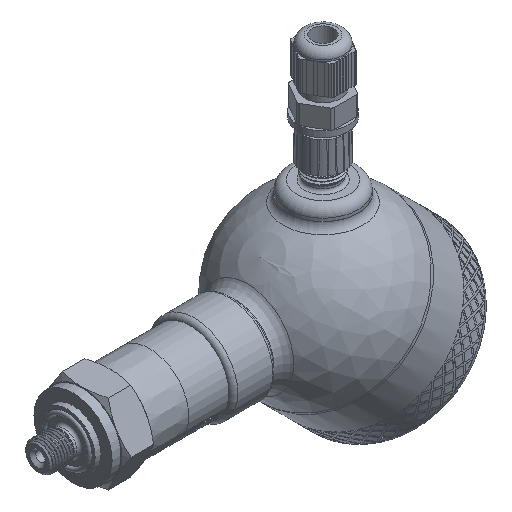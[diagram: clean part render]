
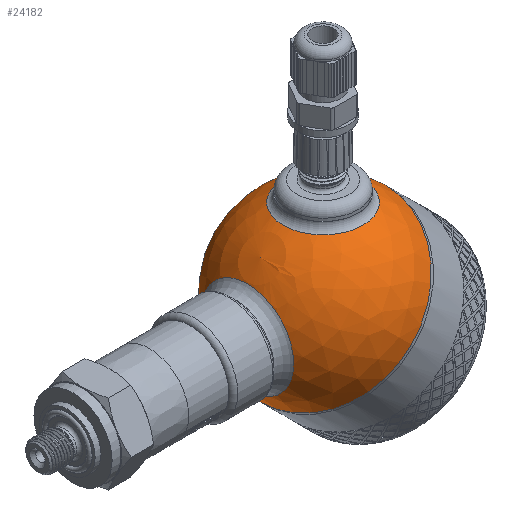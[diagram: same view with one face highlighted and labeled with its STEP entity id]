
A CAD part, isometric view. The second image highlights one B-rep face of the part: STEP entity #24182.
In plain terms, the highlighted spherical face has radius 30 mm.
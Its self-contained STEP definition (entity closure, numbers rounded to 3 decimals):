
#56=SPHERICAL_SURFACE('',#25668,30.);
#1017=FACE_BOUND('',#3463,.T.);
#1018=FACE_BOUND('',#3464,.T.);
#1884=FACE_OUTER_BOUND('',#3462,.T.);
#3462=EDGE_LOOP('',(#17665,#17666,#17667,#17668));
#3463=EDGE_LOOP('',(#17669));
#3464=EDGE_LOOP('',(#17670));
#4902=CIRCLE('',#25590,30.);
#4903=CIRCLE('',#25591,30.);
#4930=CIRCLE('',#25664,13.5);
#4933=CIRCLE('',#25669,30.);
#4934=CIRCLE('',#25670,15.643);
#9512=VERTEX_POINT('',#31872);
#9513=VERTEX_POINT('',#31874);
#10012=VERTEX_POINT('',#38261);
#10014=VERTEX_POINT('',#38268);
#10015=VERTEX_POINT('',#38270);
#12113=EDGE_CURVE('',#9512,#9513,#4902,.T.);
#12114=EDGE_CURVE('',#9513,#9512,#4903,.T.);
#12865=EDGE_CURVE('',#10012,#10012,#4930,.T.);
#12868=EDGE_CURVE('',#9513,#10014,#4933,.T.);
#12869=EDGE_CURVE('',#10015,#10015,#4934,.T.);
#17665=ORIENTED_EDGE('',*,*,#12114,.F.);
#17666=ORIENTED_EDGE('',*,*,#12868,.T.);
#17667=ORIENTED_EDGE('',*,*,#12868,.F.);
#17668=ORIENTED_EDGE('',*,*,#12113,.F.);
#17669=ORIENTED_EDGE('',*,*,#12869,.F.);
#17670=ORIENTED_EDGE('',*,*,#12865,.F.);
#24182=ADVANCED_FACE('',(#1884,#1017,#1018),#56,.T.);
#25590=AXIS2_PLACEMENT_3D('',#31875,#26972,#26973);
#25591=AXIS2_PLACEMENT_3D('',#31876,#26974,#26975);
#25664=AXIS2_PLACEMENT_3D('',#38262,#27384,#27385);
#25668=AXIS2_PLACEMENT_3D('',#38267,#27392,#27393);
#25669=AXIS2_PLACEMENT_3D('',#38269,#27394,#27395);
#25670=AXIS2_PLACEMENT_3D('',#38271,#27396,#27397);
#26972=DIRECTION('center_axis',(1.,0.,0.));
#26973=DIRECTION('ref_axis',(0.,1.,0.));
#26974=DIRECTION('center_axis',(1.,0.,0.));
#26975=DIRECTION('ref_axis',(0.,1.,0.));
#27384=DIRECTION('center_axis',(-0.707,0.,-0.707));
#27385=DIRECTION('ref_axis',(-0.707,0.,0.707));
#27392=DIRECTION('center_axis',(1.,0.,0.));
#27393=DIRECTION('ref_axis',(0.,-1.,0.));
#27394=DIRECTION('center_axis',(0.,0.,1.));
#27395=DIRECTION('ref_axis',(0.,1.,0.));
#27396=DIRECTION('center_axis',(-0.707,0.,0.707));
#27397=DIRECTION('ref_axis',(0.707,0.,0.707));
#31872=CARTESIAN_POINT('',(0.,-30.,0.));
#31874=CARTESIAN_POINT('',(0.,30.,0.));
#31875=CARTESIAN_POINT('Origin',(0.,0.,0.));
#31876=CARTESIAN_POINT('Origin',(0.,0.,0.));
#38261=CARTESIAN_POINT('',(-9.398,0.,-28.49));
#38262=CARTESIAN_POINT('Origin',(-18.944,0.,-18.944));
#38267=CARTESIAN_POINT('Origin',(0.,0.,0.));
#38268=CARTESIAN_POINT('',(-30.,0.,0.));
#38269=CARTESIAN_POINT('Origin',(0.,0.,0.));
#38270=CARTESIAN_POINT('',(-29.162,0.,7.04));
#38271=CARTESIAN_POINT('Origin',(-18.101,0.,18.101));
